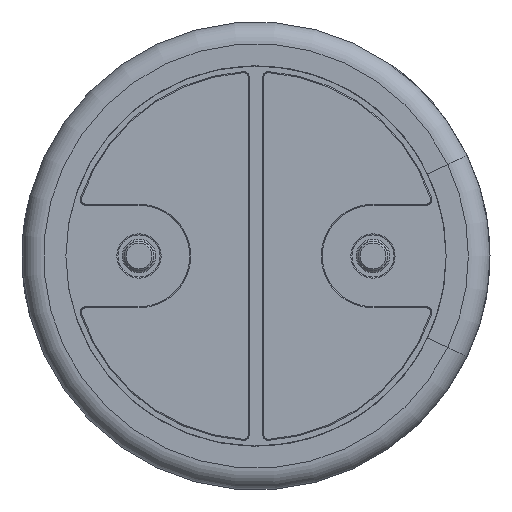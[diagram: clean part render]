
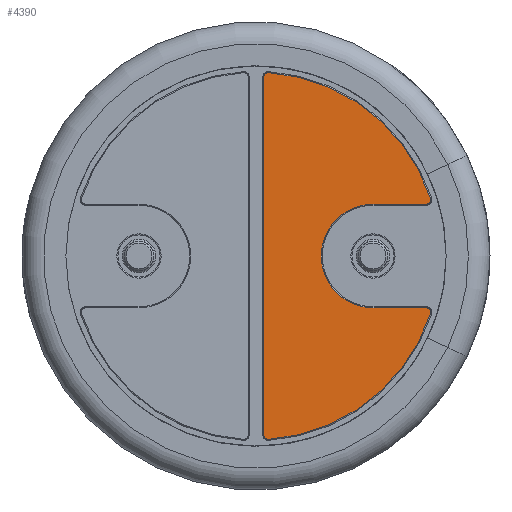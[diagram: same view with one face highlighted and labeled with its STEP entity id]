
A CAD part, front view. The second image highlights one B-rep face of the part: STEP entity #4390.
In plain terms, the highlighted planar face has unit normal (0, -1, 0).
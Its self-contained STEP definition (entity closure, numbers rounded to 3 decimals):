
#59=PLANE('',#4713);
#261=CIRCLE('',#4678,0.077);
#264=CIRCLE('',#4683,0.077);
#267=CIRCLE('',#4687,3.142);
#270=CIRCLE('',#4691,0.077);
#274=CIRCLE('',#4697,0.885);
#278=CIRCLE('',#4703,0.077);
#280=CIRCLE('',#4706,3.142);
#442=FACE_OUTER_BOUND('',#648,.T.);
#648=EDGE_LOOP('',(#3598,#3599,#3600,#3601,#3602,#3603,#3604,#3605,#3606,
#3607));
#848=LINE('',#8725,#1032);
#850=LINE('',#8749,#1034);
#852=LINE('',#8761,#1036);
#1032=VECTOR('',#5362,10.);
#1034=VECTOR('',#5392,10.);
#1036=VECTOR('',#5406,10.);
#1844=VERTEX_POINT('',#8713);
#1847=VERTEX_POINT('',#8718);
#1849=VERTEX_POINT('',#8723);
#1851=VERTEX_POINT('',#8729);
#1853=VERTEX_POINT('',#8735);
#1855=VERTEX_POINT('',#8741);
#1857=VERTEX_POINT('',#8747);
#1859=VERTEX_POINT('',#8753);
#1861=VERTEX_POINT('',#8759);
#1863=VERTEX_POINT('',#8765);
#2439=EDGE_CURVE('',#1847,#1844,#261,.T.);
#2441=EDGE_CURVE('',#1849,#1847,#848,.T.);
#2444=EDGE_CURVE('',#1851,#1849,#264,.T.);
#2447=EDGE_CURVE('',#1853,#1851,#267,.T.);
#2450=EDGE_CURVE('',#1855,#1853,#270,.T.);
#2453=EDGE_CURVE('',#1857,#1855,#850,.T.);
#2456=EDGE_CURVE('',#1859,#1857,#274,.T.);
#2459=EDGE_CURVE('',#1861,#1859,#852,.T.);
#2462=EDGE_CURVE('',#1863,#1861,#278,.T.);
#2464=EDGE_CURVE('',#1844,#1863,#280,.T.);
#3598=ORIENTED_EDGE('',*,*,#2439,.F.);
#3599=ORIENTED_EDGE('',*,*,#2441,.F.);
#3600=ORIENTED_EDGE('',*,*,#2444,.F.);
#3601=ORIENTED_EDGE('',*,*,#2447,.F.);
#3602=ORIENTED_EDGE('',*,*,#2450,.F.);
#3603=ORIENTED_EDGE('',*,*,#2453,.F.);
#3604=ORIENTED_EDGE('',*,*,#2456,.F.);
#3605=ORIENTED_EDGE('',*,*,#2459,.F.);
#3606=ORIENTED_EDGE('',*,*,#2462,.F.);
#3607=ORIENTED_EDGE('',*,*,#2464,.F.);
#4390=ADVANCED_FACE('',(#442),#59,.F.);
#4678=AXIS2_PLACEMENT_3D('',#8720,#5356,#5357);
#4683=AXIS2_PLACEMENT_3D('',#8731,#5368,#5369);
#4687=AXIS2_PLACEMENT_3D('',#8737,#5376,#5377);
#4691=AXIS2_PLACEMENT_3D('',#8743,#5384,#5385);
#4697=AXIS2_PLACEMENT_3D('',#8755,#5398,#5399);
#4703=AXIS2_PLACEMENT_3D('',#8767,#5412,#5413);
#4706=AXIS2_PLACEMENT_3D('',#8770,#5418,#5419);
#4713=AXIS2_PLACEMENT_3D('',#8783,#5438,#5439);
#5356=DIRECTION('center_axis',(0.,1.,0.));
#5357=DIRECTION('ref_axis',(-0.682,0.,0.731));
#5362=DIRECTION('',(0.,0.,1.));
#5368=DIRECTION('center_axis',(0.,1.,0.));
#5369=DIRECTION('ref_axis',(-0.682,0.,-0.731));
#5376=DIRECTION('center_axis',(0.,1.,0.));
#5377=DIRECTION('ref_axis',(0.613,0.,-0.79));
#5384=DIRECTION('center_axis',(0.,1.,0.));
#5385=DIRECTION('ref_axis',(0.81,0.,0.586));
#5392=DIRECTION('',(1.,0.,0.));
#5398=DIRECTION('center_axis',(0.,-1.,0.));
#5399=DIRECTION('ref_axis',(-1.,0.,0.));
#5406=DIRECTION('',(-1.,0.,0.));
#5412=DIRECTION('center_axis',(0.,1.,0.));
#5413=DIRECTION('ref_axis',(0.81,0.,-0.586));
#5418=DIRECTION('center_axis',(0.,1.,0.));
#5419=DIRECTION('ref_axis',(0.613,0.,0.79));
#5438=DIRECTION('center_axis',(0.,1.,0.));
#5439=DIRECTION('ref_axis',(0.,0.,1.));
#8713=CARTESIAN_POINT('',(0.215,-0.05,3.135));
#8718=CARTESIAN_POINT('',(0.133,-0.05,3.058));
#8720=CARTESIAN_POINT('Origin',(0.21,-0.05,3.058));
#8723=CARTESIAN_POINT('',(0.133,-0.05,-3.058));
#8725=CARTESIAN_POINT('',(0.133,-0.05,1.529));
#8729=CARTESIAN_POINT('',(0.215,-0.05,-3.135));
#8731=CARTESIAN_POINT('Origin',(0.21,-0.05,-3.058));
#8735=CARTESIAN_POINT('',(2.983,-0.05,-0.986));
#8737=CARTESIAN_POINT('Origin',(0.,-0.05,0.));
#8741=CARTESIAN_POINT('',(2.91,-0.05,-0.885));
#8743=CARTESIAN_POINT('Origin',(2.91,-0.05,-0.962));
#8747=CARTESIAN_POINT('',(2.,-0.05,-0.885));
#8749=CARTESIAN_POINT('',(2.235,-0.05,-0.885));
#8753=CARTESIAN_POINT('',(2.,-0.05,0.885));
#8755=CARTESIAN_POINT('Origin',(2.,-0.05,0.));
#8759=CARTESIAN_POINT('',(2.91,-0.05,0.885));
#8761=CARTESIAN_POINT('',(1.78,-0.05,0.885));
#8765=CARTESIAN_POINT('',(2.983,-0.05,0.986));
#8767=CARTESIAN_POINT('Origin',(2.91,-0.05,0.962));
#8770=CARTESIAN_POINT('Origin',(0.,-0.05,0.));
#8783=CARTESIAN_POINT('Origin',(1.56,-0.05,0.));
